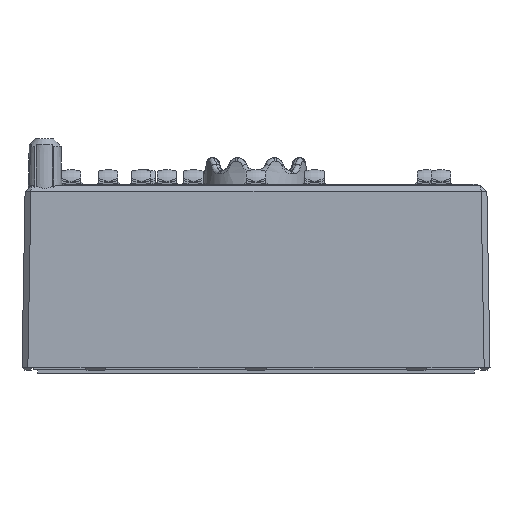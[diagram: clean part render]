
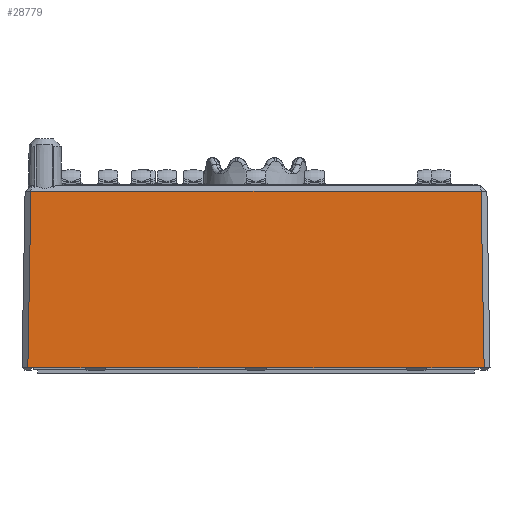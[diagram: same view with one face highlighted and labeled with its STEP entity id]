
A CAD part, left-side view. The second image highlights one B-rep face of the part: STEP entity #28779.
In plain terms, the highlighted planar face has unit normal (-1, 0, 0.018).
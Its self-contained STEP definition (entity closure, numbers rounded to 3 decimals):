
#2308=ORIENTED_EDGE('',*,*,#8327,.T.);
#2309=ORIENTED_EDGE('',*,*,#8450,.T.);
#2310=ORIENTED_EDGE('',*,*,#8417,.T.);
#2311=ORIENTED_EDGE('',*,*,#8451,.T.);
#2312=ORIENTED_EDGE('',*,*,#8426,.T.);
#2313=ORIENTED_EDGE('',*,*,#8452,.T.);
#2314=ORIENTED_EDGE('',*,*,#8406,.T.);
#2315=ORIENTED_EDGE('',*,*,#8453,.T.);
#2316=ORIENTED_EDGE('',*,*,#8438,.T.);
#2317=ORIENTED_EDGE('',*,*,#8454,.T.);
#8327=EDGE_CURVE('',#11408,#11407,#13184,.T.);
#8406=EDGE_CURVE('',#11485,#11484,#13254,.T.);
#8417=EDGE_CURVE('',#11492,#11493,#13265,.T.);
#8426=EDGE_CURVE('',#11498,#11499,#13274,.T.);
#8438=EDGE_CURVE('',#11508,#11507,#13284,.T.);
#8450=EDGE_CURVE('',#11407,#11492,#13292,.T.);
#8451=EDGE_CURVE('',#11493,#11498,#13293,.T.);
#8452=EDGE_CURVE('',#11499,#11485,#13294,.T.);
#8453=EDGE_CURVE('',#11484,#11508,#13295,.T.);
#8454=EDGE_CURVE('',#11507,#11408,#13296,.T.);
#11407=VERTEX_POINT('',#37192);
#11408=VERTEX_POINT('',#37194);
#11484=VERTEX_POINT('',#37353);
#11485=VERTEX_POINT('',#37355);
#11492=VERTEX_POINT('',#37377);
#11493=VERTEX_POINT('',#37378);
#11498=VERTEX_POINT('',#37395);
#11499=VERTEX_POINT('',#37396);
#11507=VERTEX_POINT('',#37419);
#11508=VERTEX_POINT('',#37421);
#13184=LINE('',#37193,#15125);
#13254=LINE('',#37354,#15195);
#13265=LINE('',#37376,#15206);
#13274=LINE('',#37394,#15215);
#13284=LINE('',#37420,#15225);
#13292=LINE('',#37442,#15233);
#13293=LINE('',#37443,#15234);
#13294=LINE('',#37444,#15235);
#13295=LINE('',#37445,#15236);
#13296=LINE('',#37446,#15237);
#15125=VECTOR('',#31858,1000.);
#15195=VECTOR('',#31956,1000.);
#15206=VECTOR('',#31975,1000.);
#15215=VECTOR('',#31990,1000.);
#15225=VECTOR('',#32012,1000.);
#15233=VECTOR('',#32032,1000.);
#15234=VECTOR('',#32033,1000.);
#15235=VECTOR('',#32034,1000.);
#15236=VECTOR('',#32035,1000.);
#15237=VECTOR('',#32036,1000.);
#16892=EDGE_LOOP('',(#2308,#2309,#2310,#2311,#2312,#2313,#2314,#2315,#2316,
#2317));
#18230=FACE_BOUND('',#16892,.T.);
#19499=PLANE('',#30137);
#28779=ADVANCED_FACE('',(#18230),#19499,.T.);
#30137=AXIS2_PLACEMENT_3D('',#37441,#32030,#32031);
#31858=DIRECTION('',(0.,-1.,0.));
#31956=DIRECTION('',(0.,-1.,0.));
#31975=DIRECTION('',(0.,-1.,0.));
#31990=DIRECTION('',(0.,-1.,0.));
#32012=DIRECTION('',(0.,1.,0.));
#32030=DIRECTION('',(-1.,0.,0.017));
#32031=DIRECTION('',(-0.017,0.,-1.));
#32032=DIRECTION('',(0.,-1.,0.));
#32033=DIRECTION('',(0.,-1.,0.));
#32034=DIRECTION('',(0.,-1.,0.));
#32035=DIRECTION('',(0.017,0.017,1.));
#32036=DIRECTION('',(-0.017,0.017,-1.));
#37192=CARTESIAN_POINT('',(-21.,14.7,-0.45));
#37193=CARTESIAN_POINT('',(-21.,20.,-0.45));
#37194=CARTESIAN_POINT('',(-21.,19.5,-0.45));
#37353=CARTESIAN_POINT('',(-21.,-19.5,-0.45));
#37354=CARTESIAN_POINT('',(-21.,20.,-0.45));
#37355=CARTESIAN_POINT('',(-21.,-14.7,-0.45));
#37376=CARTESIAN_POINT('',(-21.,20.,-0.45));
#37377=CARTESIAN_POINT('',(-21.,12.7,-0.45));
#37378=CARTESIAN_POINT('',(-21.,1.,-0.45));
#37394=CARTESIAN_POINT('',(-21.,20.,-0.45));
#37395=CARTESIAN_POINT('',(-21.,-1.,-0.45));
#37396=CARTESIAN_POINT('',(-21.,-12.7,-0.45));
#37419=CARTESIAN_POINT('',(-20.737,19.237,14.6));
#37420=CARTESIAN_POINT('',(-20.737,19.729,14.6));
#37421=CARTESIAN_POINT('',(-20.737,-19.237,14.6));
#37441=CARTESIAN_POINT('',(-21.,20.,-0.45));
#37442=CARTESIAN_POINT('',(-21.,14.7,-0.45));
#37443=CARTESIAN_POINT('',(-21.,20.,-0.45));
#37444=CARTESIAN_POINT('',(-21.,20.,-0.45));
#37445=CARTESIAN_POINT('',(-20.988,-19.488,0.239));
#37446=CARTESIAN_POINT('',(-21.,19.5,-0.459));
